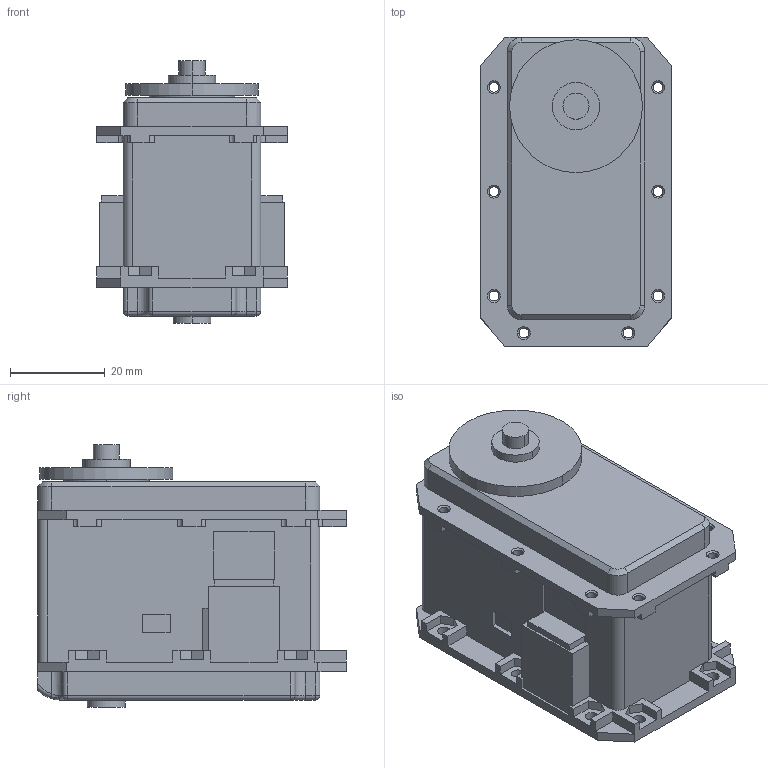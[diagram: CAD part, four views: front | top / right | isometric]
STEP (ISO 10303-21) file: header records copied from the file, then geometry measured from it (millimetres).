
FILE_DESCRIPTION((''),'2;1');
FILE_NAME('DC08_M02_DUMMY','2012-10-12T',('yunever'),(''),'PRO/ENGINEER BY PARAMETRIC TECHNOLOGY CORPORATION, 2011220','PRO/ENGINEER BY PARAMETRIC TECHNOLOGY CORPORATION, 2011220','');
FILE_SCHEMA(('CONFIG_CONTROL_DESIGN'));
Length unit declared in the file: millimetre
Products named in the file (1): DC08_M02_DUMMY
Bounding box: 40.2 x 65.1 x 55.3 mm (x, y, z)
Volume: 86528.1 mm3; surface area: 16855.8 mm2
Topology: 1 solids, 1 shells, 327 faces, 878 edges, 562 vertices
Faces by surface type: plane 201, cylinder 92, cone 20, torus 6, sphere 6, bspline 2
Entity records: 10323 total; most frequent: CARTESIAN_POINT 1880, ORIENTED_EDGE 1756, DIRECTION 1738, EDGE_CURVE 878, VECTOR 656, LINE 656, VERTEX_POINT 562, AXIS2_PLACEMENT_3D 541
